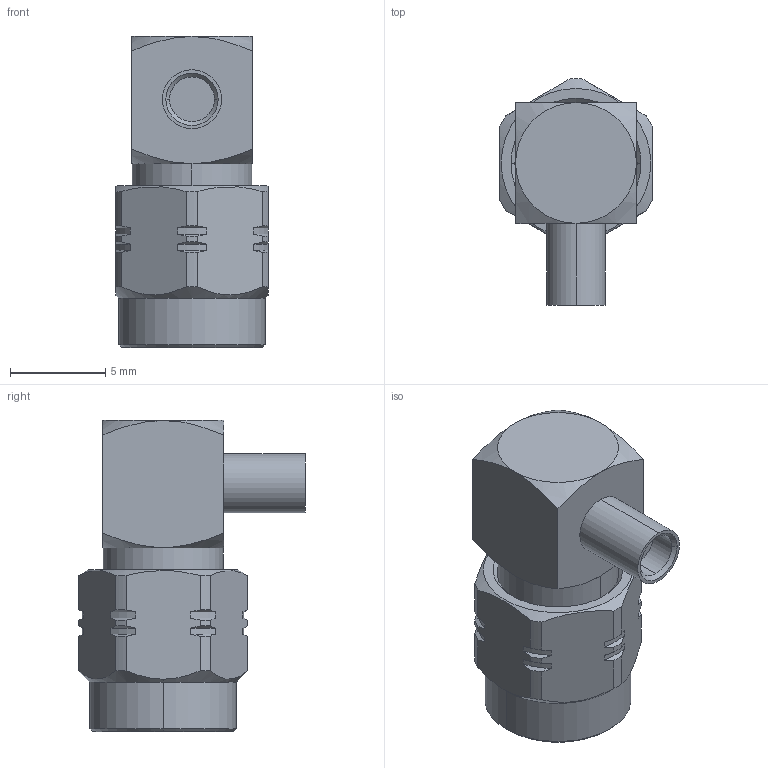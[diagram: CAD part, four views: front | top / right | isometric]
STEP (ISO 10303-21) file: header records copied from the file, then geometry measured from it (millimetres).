
FILE_DESCRIPTION (( 'STEP AP203' ), '1' );
FILE_NAME ('R124.153.001B.STEP', '2014-07-04T07:39:42', ( 'adminradiall' ), ( 'Microsoft' ), 'SwSTEP 2.0', 'SolidWorks 2014', '' );
FILE_SCHEMA (( 'CONFIG_CONTROL_DESIGN' ));
Length unit declared in the file: millimetre
Products named in the file (1): R124.153.001B
Bounding box: 8 x 11.93 x 16.35 mm (x, y, z)
Volume: 660.3 mm3; surface area: 846.5 mm2
Topology: 2 solids, 2 shells, 119 faces, 304 edges, 194 vertices
Faces by surface type: cone 50, cylinder 50, plane 19
Entity records: 3887 total; most frequent: CARTESIAN_POINT 972, ORIENTED_EDGE 608, DIRECTION 586, EDGE_CURVE 304, AXIS2_PLACEMENT_3D 240, VERTEX_POINT 194, EDGE_LOOP 126, CIRCLE 120
